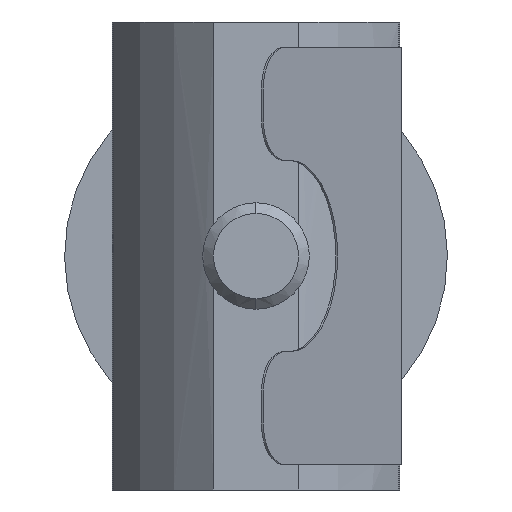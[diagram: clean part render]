
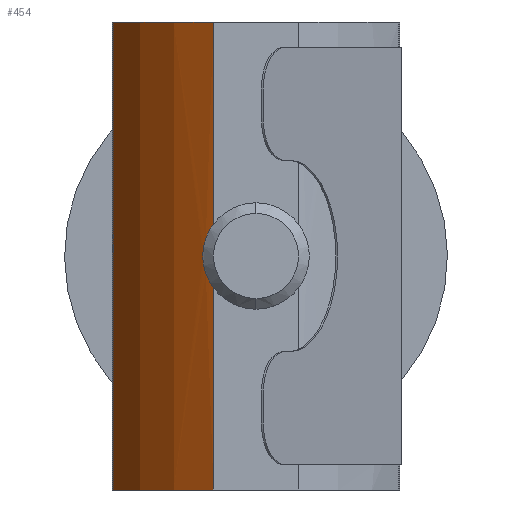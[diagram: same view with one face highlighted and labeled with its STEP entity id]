
A CAD part, front view. The second image highlights one B-rep face of the part: STEP entity #454.
In plain terms, the highlighted cylindrical face has radius 15 mm (diameter 30 mm), a partial arc.
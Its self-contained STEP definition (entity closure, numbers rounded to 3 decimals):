
#42 = DIRECTION ( 'NONE',  ( 0., 0., -1. ) ) ;
#104 = CARTESIAN_POINT ( 'NONE',  ( -2.241, -7.02, 14.39 ) ) ;
#116 = CARTESIAN_POINT ( 'NONE',  ( -2., -7.2, 26.5 ) ) ;
#119 = CARTESIAN_POINT ( 'NONE',  ( -2.456, -6.853, 15.974 ) ) ;
#152 = DIRECTION ( 'NONE',  ( 1., 0., 0. ) ) ;
#179 = AXIS2_PLACEMENT_3D ( 'NONE', #1216, #42, #2436 ) ;
#200 = EDGE_LOOP ( 'NONE', ( #1006, #1218, #2036, #1155, #1499, #1353 ) ) ;
#236 = VECTOR ( 'NONE', #1350, 1000. ) ;
#352 = CARTESIAN_POINT ( 'NONE',  ( -2.15, -7.089, 14.217 ) ) ;
#405 = CARTESIAN_POINT ( 'NONE',  ( -2., -7.2, 26.5 ) ) ;
#429 = CARTESIAN_POINT ( 'NONE',  ( -6.702, -1.514, 26.5 ) ) ;
#438 = VERTEX_POINT ( 'NONE', #2625 ) ;
#454 = ADVANCED_FACE ( 'NONE', ( #1234 ), #1491, .T. ) ;
#538 = EDGE_CURVE ( 'NONE', #2440, #1963, #932, .T. ) ;
#609 = CARTESIAN_POINT ( 'NONE',  ( -2.5, -6.818, 15.222 ) ) ;
#632 = VECTOR ( 'NONE', #2119, 1000. ) ;
#802 = CARTESIAN_POINT ( 'NONE',  ( -2.377, -6.915, 16.276 ) ) ;
#833 = CARTESIAN_POINT ( 'NONE',  ( -2.16, -7.083, 16.786 ) ) ;
#848 = CARTESIAN_POINT ( 'NONE',  ( -2., -7.2, 17. ) ) ;
#916 = AXIS2_PLACEMENT_3D ( 'NONE', #2244, #2279, #152 ) ;
#929 = VERTEX_POINT ( 'NONE', #1760 ) ;
#932 = B_SPLINE_CURVE_WITH_KNOTS ( 'NONE', 3,
 ( #2229, #2015, #352, #104, #1299, #1566, #1523, #2500, #2245, #609, #2529, #1077, #119, #1058, #1106, #1999, #802, #2967, #833, #848 ),
 .UNSPECIFIED., .F., .F.,
 ( 4, 2, 1, 2, 2, 2, 2, 1, 2, 2, 4 ),
 ( 0., 0.125, 0.187, 0.219, 0.25, 0.5, 0.625, 0.687, 0.719, 0.75, 1. ),
 .UNSPECIFIED. ) ;
#974 = CARTESIAN_POINT ( 'NONE',  ( -2., -7.2, 17. ) ) ;
#1006 = ORIENTED_EDGE ( 'NONE', *, *, #1896, .F. ) ;
#1055 = DIRECTION ( 'NONE',  ( 0., 0., -1. ) ) ;
#1058 = CARTESIAN_POINT ( 'NONE',  ( -2.435, -6.87, 16.075 ) ) ;
#1067 = CIRCLE ( 'NONE', #3008, 15. ) ;
#1077 = CARTESIAN_POINT ( 'NONE',  ( -2.489, -6.827, 15.772 ) ) ;
#1106 = CARTESIAN_POINT ( 'NONE',  ( -2.408, -6.891, 16.174 ) ) ;
#1126 = LINE ( 'NONE', #405, #236 ) ;
#1146 = DIRECTION ( 'NONE',  ( 0., 0., 1. ) ) ;
#1155 = ORIENTED_EDGE ( 'NONE', *, *, #3003, .F. ) ;
#1203 = VERTEX_POINT ( 'NONE', #2470 ) ;
#1216 = CARTESIAN_POINT ( 'NONE',  ( 6.854, 4.908, 26.5 ) ) ;
#1218 = ORIENTED_EDGE ( 'NONE', *, *, #538, .T. ) ;
#1234 = FACE_OUTER_BOUND ( 'NONE', #200, .T. ) ;
#1299 = CARTESIAN_POINT ( 'NONE',  ( -2.283, -6.988, 14.478 ) ) ;
#1350 = DIRECTION ( 'NONE',  ( 0., 0., -1. ) ) ;
#1353 = ORIENTED_EDGE ( 'NONE', *, *, #3029, .T. ) ;
#1491 = CYLINDRICAL_SURFACE ( 'NONE', #179, 15. ) ;
#1499 = ORIENTED_EDGE ( 'NONE', *, *, #3073, .T. ) ;
#1523 = CARTESIAN_POINT ( 'NONE',  ( -2.344, -6.941, 14.629 ) ) ;
#1566 = CARTESIAN_POINT ( 'NONE',  ( -2.32, -6.959, 14.568 ) ) ;
#1605 = VECTOR ( 'NONE', #1055, 1000. ) ;
#1619 = DIRECTION ( 'NONE',  ( 1., 0., 0. ) ) ;
#1760 = CARTESIAN_POINT ( 'NONE',  ( -6.702, -1.514, 26.5 ) ) ;
#1896 = EDGE_CURVE ( 'NONE', #2440, #2329, #2243, .T. ) ;
#1963 = VERTEX_POINT ( 'NONE', #974 ) ;
#1999 = CARTESIAN_POINT ( 'NONE',  ( -2.388, -6.906, 16.241 ) ) ;
#2015 = CARTESIAN_POINT ( 'NONE',  ( -2.08, -7.142, 14.106 ) ) ;
#2036 = ORIENTED_EDGE ( 'NONE', *, *, #2298, .F. ) ;
#2119 = DIRECTION ( 'NONE',  ( 0., 0., -1. ) ) ;
#2139 = CARTESIAN_POINT ( 'NONE',  ( -2., -7.2, 14. ) ) ;
#2147 = CIRCLE ( 'NONE', #916, 15. ) ;
#2229 = CARTESIAN_POINT ( 'NONE',  ( -2., -7.2, 14. ) ) ;
#2243 = LINE ( 'NONE', #116, #1605 ) ;
#2244 = CARTESIAN_POINT ( 'NONE',  ( 6.854, 4.908, 26.5 ) ) ;
#2245 = CARTESIAN_POINT ( 'NONE',  ( -2.455, -6.854, 14.953 ) ) ;
#2279 = DIRECTION ( 'NONE',  ( 0., 0., 1. ) ) ;
#2285 = CARTESIAN_POINT ( 'NONE',  ( -2., -7.2, 4.5 ) ) ;
#2298 = EDGE_CURVE ( 'NONE', #1203, #1963, #1126, .T. ) ;
#2329 = VERTEX_POINT ( 'NONE', #2285 ) ;
#2436 = DIRECTION ( 'NONE',  ( -1., 0., 0. ) ) ;
#2440 = VERTEX_POINT ( 'NONE', #2139 ) ;
#2470 = CARTESIAN_POINT ( 'NONE',  ( -2., -7.2, 26.5 ) ) ;
#2500 = CARTESIAN_POINT ( 'NONE',  ( -2.354, -6.933, 14.658 ) ) ;
#2529 = CARTESIAN_POINT ( 'NONE',  ( -2.5, -6.818, 15.635 ) ) ;
#2588 = CARTESIAN_POINT ( 'NONE',  ( 6.854, 4.908, 4.5 ) ) ;
#2625 = CARTESIAN_POINT ( 'NONE',  ( -6.702, -1.514, 4.5 ) ) ;
#2967 = CARTESIAN_POINT ( 'NONE',  ( -2.282, -6.989, 16.555 ) ) ;
#3003 = EDGE_CURVE ( 'NONE', #929, #1203, #2147, .T. ) ;
#3008 = AXIS2_PLACEMENT_3D ( 'NONE', #2588, #1146, #1619 ) ;
#3029 = EDGE_CURVE ( 'NONE', #438, #2329, #1067, .T. ) ;
#3064 = LINE ( 'NONE', #429, #632 ) ;
#3073 = EDGE_CURVE ( 'NONE', #929, #438, #3064, .T. ) ;
